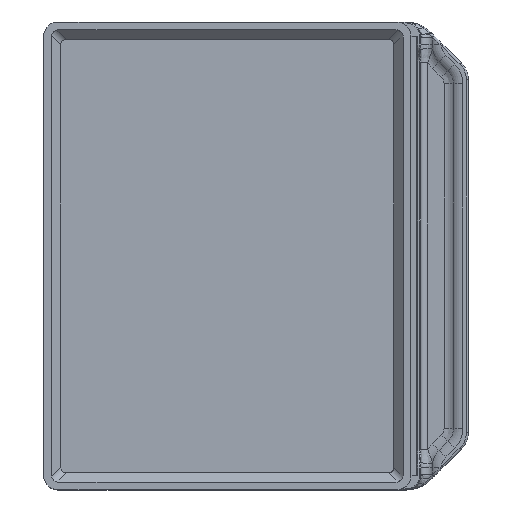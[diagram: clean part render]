
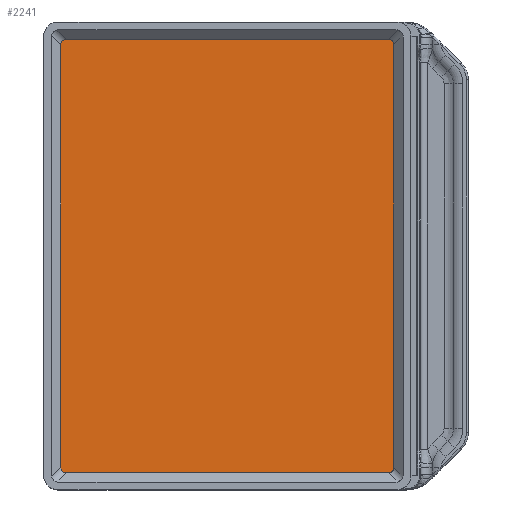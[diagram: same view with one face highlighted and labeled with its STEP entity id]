
A CAD part, top view. The second image highlights one B-rep face of the part: STEP entity #2241.
In plain terms, the highlighted planar face has unit normal (0, 0, 1).
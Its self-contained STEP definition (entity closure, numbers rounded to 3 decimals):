
#119=PLANE('',#2407);
#170=FACE_OUTER_BOUND('',#316,.T.);
#316=EDGE_LOOP('',(#1511,#1512,#1513,#1514,#1515,#1516,#1517,#1518));
#463=ELLIPSE('',#2404,2.771,1.6);
#465=ELLIPSE('',#2408,2.771,1.6);
#466=ELLIPSE('',#2409,2.771,1.6);
#467=ELLIPSE('',#2410,2.771,1.6);
#489=LINE('',#3362,#655);
#492=LINE('',#3370,#658);
#493=LINE('',#3374,#659);
#494=LINE('',#3378,#660);
#655=VECTOR('',#2678,10.);
#658=VECTOR('',#2685,10.);
#659=VECTOR('',#2688,10.);
#660=VECTOR('',#2691,10.);
#940=VERTEX_POINT('',#3355);
#941=VERTEX_POINT('',#3357);
#942=VERTEX_POINT('',#3361);
#945=VERTEX_POINT('',#3369);
#946=VERTEX_POINT('',#3371);
#947=VERTEX_POINT('',#3373);
#948=VERTEX_POINT('',#3375);
#949=VERTEX_POINT('',#3377);
#1150=EDGE_CURVE('',#941,#940,#463,.T.);
#1152=EDGE_CURVE('',#941,#942,#489,.T.);
#1156=EDGE_CURVE('',#945,#940,#492,.T.);
#1157=EDGE_CURVE('',#945,#946,#465,.T.);
#1158=EDGE_CURVE('',#947,#946,#493,.T.);
#1159=EDGE_CURVE('',#947,#948,#466,.T.);
#1160=EDGE_CURVE('',#949,#948,#494,.T.);
#1161=EDGE_CURVE('',#949,#942,#467,.T.);
#1511=ORIENTED_EDGE('',*,*,#1150,.T.);
#1512=ORIENTED_EDGE('',*,*,#1156,.F.);
#1513=ORIENTED_EDGE('',*,*,#1157,.T.);
#1514=ORIENTED_EDGE('',*,*,#1158,.F.);
#1515=ORIENTED_EDGE('',*,*,#1159,.T.);
#1516=ORIENTED_EDGE('',*,*,#1160,.F.);
#1517=ORIENTED_EDGE('',*,*,#1161,.T.);
#1518=ORIENTED_EDGE('',*,*,#1152,.F.);
#2241=ADVANCED_FACE('',(#170),#119,.T.);
#2404=AXIS2_PLACEMENT_3D('',#3358,#2673,#2674);
#2407=AXIS2_PLACEMENT_3D('',#3368,#2683,#2684);
#2408=AXIS2_PLACEMENT_3D('',#3372,#2686,#2687);
#2409=AXIS2_PLACEMENT_3D('',#3376,#2689,#2690);
#2410=AXIS2_PLACEMENT_3D('',#3379,#2692,#2693);
#2673=DIRECTION('center_axis',(0.,0.,1.));
#2674=DIRECTION('ref_axis',(-0.707,-0.707,0.));
#2678=DIRECTION('',(0.,1.,0.));
#2683=DIRECTION('center_axis',(0.,0.,1.));
#2684=DIRECTION('ref_axis',(1.,0.,0.));
#2685=DIRECTION('',(-1.,0.,0.));
#2686=DIRECTION('center_axis',(0.,0.,1.));
#2687=DIRECTION('ref_axis',(0.707,-0.707,0.));
#2688=DIRECTION('',(0.,-1.,0.));
#2689=DIRECTION('center_axis',(0.,0.,1.));
#2690=DIRECTION('ref_axis',(0.707,0.707,0.));
#2691=DIRECTION('',(1.,0.,0.));
#2692=DIRECTION('center_axis',(0.,0.,1.));
#2693=DIRECTION('ref_axis',(-0.707,0.707,0.));
#3355=CARTESIAN_POINT('',(-74.069,3.6,1.7));
#3357=CARTESIAN_POINT('',(-75.2,4.731,1.7));
#3358=CARTESIAN_POINT('Origin',(-72.937,5.863,1.7));
#3361=CARTESIAN_POINT('',(-75.2,93.069,1.7));
#3362=CARTESIAN_POINT('',(-75.2,73.35,1.7));
#3368=CARTESIAN_POINT('Origin',(-39.4,48.9,1.7));
#3369=CARTESIAN_POINT('',(-6.731,3.6,1.7));
#3370=CARTESIAN_POINT('',(-59.1,3.6,1.7));
#3371=CARTESIAN_POINT('',(-5.6,4.731,1.7));
#3372=CARTESIAN_POINT('Origin',(-7.863,5.863,1.7));
#3373=CARTESIAN_POINT('',(-5.6,93.069,1.7));
#3374=CARTESIAN_POINT('',(-5.6,48.9,1.7));
#3375=CARTESIAN_POINT('',(-6.731,94.2,1.7));
#3376=CARTESIAN_POINT('Origin',(-7.863,91.937,1.7));
#3377=CARTESIAN_POINT('',(-74.069,94.2,1.7));
#3378=CARTESIAN_POINT('',(-19.7,94.2,1.7));
#3379=CARTESIAN_POINT('Origin',(-72.937,91.937,1.7));
